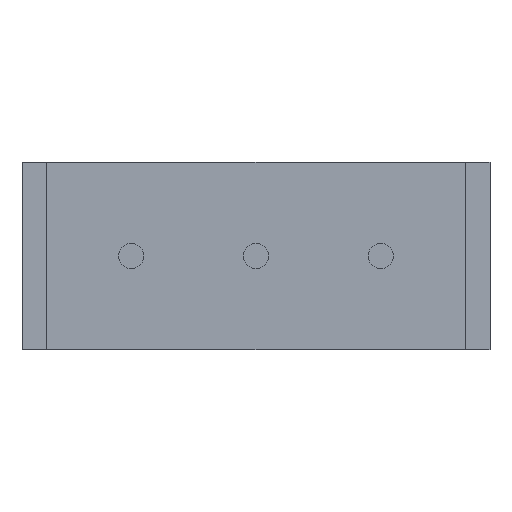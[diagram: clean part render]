
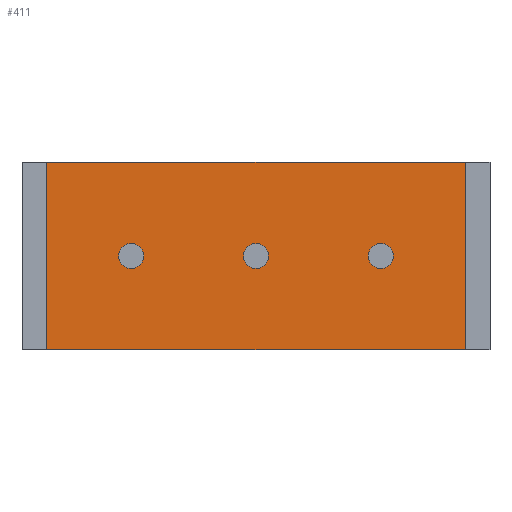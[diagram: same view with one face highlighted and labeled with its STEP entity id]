
A CAD part, front view. The second image highlights one B-rep face of the part: STEP entity #411.
In plain terms, the highlighted planar face has unit normal (0, -1, 0).
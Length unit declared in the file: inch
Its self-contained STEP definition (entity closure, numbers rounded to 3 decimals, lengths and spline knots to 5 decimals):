
#29=DIRECTION('',(-1.,0.,0.));
#30=VECTOR('',#29,0.335);
#31=CARTESIAN_POINT('',(0.355,-0.365,0.));
#32=LINE('',#31,#30);
#33=DIRECTION('',(0.,0.,-1.));
#34=VECTOR('',#33,0.15);
#35=CARTESIAN_POINT('',(0.355,-0.365,0.15));
#36=LINE('',#35,#34);
#37=CARTESIAN_POINT('',(0.0875,-0.365,0.075));
#38=DIRECTION('',(0.,-1.,0.));
#39=DIRECTION('',(0.,0.,1.));
#40=AXIS2_PLACEMENT_3D('',#37,#38,#39);
#42=CARTESIAN_POINT('',(0.0875,-0.365,0.075));
#43=DIRECTION('',(0.,-1.,0.));
#44=DIRECTION('',(0.,0.,-1.));
#45=AXIS2_PLACEMENT_3D('',#42,#43,#44);
#47=CARTESIAN_POINT('',(0.1875,-0.365,0.075));
#48=DIRECTION('',(0.,-1.,0.));
#49=DIRECTION('',(0.,0.,1.));
#50=AXIS2_PLACEMENT_3D('',#47,#48,#49);
#52=CARTESIAN_POINT('',(0.1875,-0.365,0.075));
#53=DIRECTION('',(0.,-1.,0.));
#54=DIRECTION('',(0.,0.,-1.));
#55=AXIS2_PLACEMENT_3D('',#52,#53,#54);
#57=CARTESIAN_POINT('',(0.2875,-0.365,0.075));
#58=DIRECTION('',(0.,-1.,0.));
#59=DIRECTION('',(0.,0.,1.));
#60=AXIS2_PLACEMENT_3D('',#57,#58,#59);
#62=CARTESIAN_POINT('',(0.2875,-0.365,0.075));
#63=DIRECTION('',(0.,-1.,0.));
#64=DIRECTION('',(0.,0.,-1.));
#65=AXIS2_PLACEMENT_3D('',#62,#63,#64);
#67=DIRECTION('',(0.,0.,-1.));
#68=VECTOR('',#67,0.15);
#69=CARTESIAN_POINT('',(0.02,-0.365,0.15));
#70=LINE('',#69,#68);
#87=DIRECTION('',(-1.,0.,0.));
#88=VECTOR('',#87,0.335);
#89=CARTESIAN_POINT('',(0.355,-0.365,0.15));
#90=LINE('',#89,#88);
#278=CARTESIAN_POINT('',(0.355,-0.365,0.));
#280=VERTEX_POINT('',#278);
#281=CARTESIAN_POINT('',(0.02,-0.365,0.));
#282=VERTEX_POINT('',#281);
#286=CARTESIAN_POINT('',(0.355,-0.365,0.15));
#288=VERTEX_POINT('',#286);
#289=CARTESIAN_POINT('',(0.02,-0.365,0.15));
#290=VERTEX_POINT('',#289);
#305=CARTESIAN_POINT('',(0.0875,-0.365,0.085));
#306=CARTESIAN_POINT('',(0.0875,-0.365,0.065));
#307=VERTEX_POINT('',#305);
#308=VERTEX_POINT('',#306);
#309=CARTESIAN_POINT('',(0.1875,-0.365,0.085));
#310=CARTESIAN_POINT('',(0.1875,-0.365,0.065));
#311=VERTEX_POINT('',#309);
#312=VERTEX_POINT('',#310);
#313=CARTESIAN_POINT('',(0.2875,-0.365,0.085));
#314=CARTESIAN_POINT('',(0.2875,-0.365,0.065));
#315=VERTEX_POINT('',#313);
#316=VERTEX_POINT('',#314);
#380=CARTESIAN_POINT('',(0.355,-0.365,0.15));
#381=DIRECTION('',(0.,1.,0.));
#382=DIRECTION('',(-1.,0.,0.));
#383=AXIS2_PLACEMENT_3D('',#380,#381,#382);
#384=PLANE('',#383);
#385=ORIENTED_EDGE('',*,*,#360,.T.);
#387=ORIENTED_EDGE('',*,*,#386,.F.);
#389=ORIENTED_EDGE('',*,*,#388,.F.);
#390=ORIENTED_EDGE('',*,*,#371,.T.);
#391=EDGE_LOOP('',(#385,#387,#389,#390));
#392=FACE_OUTER_BOUND('',#391,.F.);
#394=ORIENTED_EDGE('',*,*,#393,.T.);
#396=ORIENTED_EDGE('',*,*,#395,.T.);
#397=EDGE_LOOP('',(#394,#396));
#398=FACE_BOUND('',#397,.F.);
#400=ORIENTED_EDGE('',*,*,#399,.T.);
#402=ORIENTED_EDGE('',*,*,#401,.T.);
#403=EDGE_LOOP('',(#400,#402));
#404=FACE_BOUND('',#403,.F.);
#406=ORIENTED_EDGE('',*,*,#405,.T.);
#408=ORIENTED_EDGE('',*,*,#407,.T.);
#409=EDGE_LOOP('',(#406,#408));
#410=FACE_BOUND('',#409,.F.);
#411=ADVANCED_FACE('',(#392,#398,#404,#410),#384,.F.);
#41=CIRCLE('',#40,0.01);
#46=CIRCLE('',#45,0.01);
#51=CIRCLE('',#50,0.01);
#56=CIRCLE('',#55,0.01);
#61=CIRCLE('',#60,0.01);
#66=CIRCLE('',#65,0.01);
#360=EDGE_CURVE('',#280,#282,#32,.T.);
#371=EDGE_CURVE('',#288,#280,#36,.T.);
#386=EDGE_CURVE('',#290,#282,#70,.T.);
#388=EDGE_CURVE('',#288,#290,#90,.T.);
#393=EDGE_CURVE('',#307,#308,#41,.T.);
#395=EDGE_CURVE('',#308,#307,#46,.T.);
#399=EDGE_CURVE('',#311,#312,#51,.T.);
#401=EDGE_CURVE('',#312,#311,#56,.T.);
#405=EDGE_CURVE('',#315,#316,#61,.T.);
#407=EDGE_CURVE('',#316,#315,#66,.T.);
